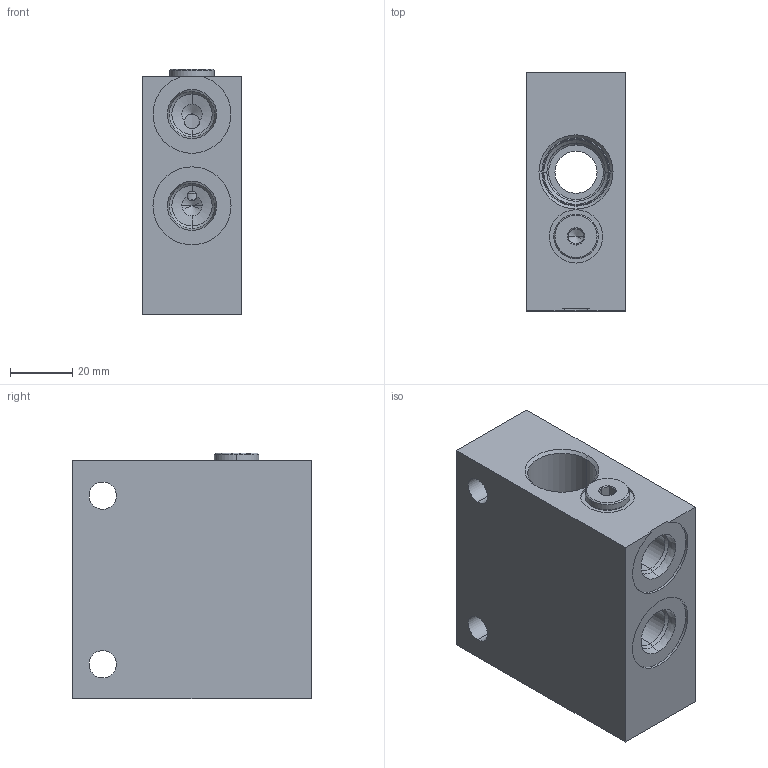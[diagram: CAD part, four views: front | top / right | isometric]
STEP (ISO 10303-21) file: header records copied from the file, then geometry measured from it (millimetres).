
FILE_DESCRIPTION((''),'2;1');
FILE_NAME('EGJ_ASM','2019-11-22T',('ProEService'),(''),'PRO/ENGINEER BY PARAMETRIC TECHNOLOGY CORPORATION, 2014200','PRO/ENGINEER BY PARAMETRIC TECHNOLOGY CORPORATION, 2014200','');
FILE_SCHEMA(('CONFIG_CONTROL_DESIGN'));
Length unit declared in the file: inch
Products named in the file (4): 150-544-005; CSZNXXN; A330-006-004; EGJ_ASM
Assembly tree (3 placements, depth 2):
  EGJ_ASM
    150-544-005
    CSZNXXN
    A330-006-004
Bounding box: 31.75 x 76.2 x 78.71 mm (x, y, z)
Volume: 145789.3 mm3; surface area: 33001.2 mm2
Topology: 7 solids, 7 shells, 300 faces, 870 edges, 676 vertices
Faces by surface type: cylinder 102, cone 81, torus 52, plane 51, revolution 8, sphere 6
Entity records: 11540 total; most frequent: CARTESIAN_POINT 3650, DIRECTION 1745, ORIENTED_EDGE 1316, EDGE_CURVE 658, AXIS2_PLACEMENT_3D 654, VECTOR 429, LINE 429, VERTEX_POINT 385
